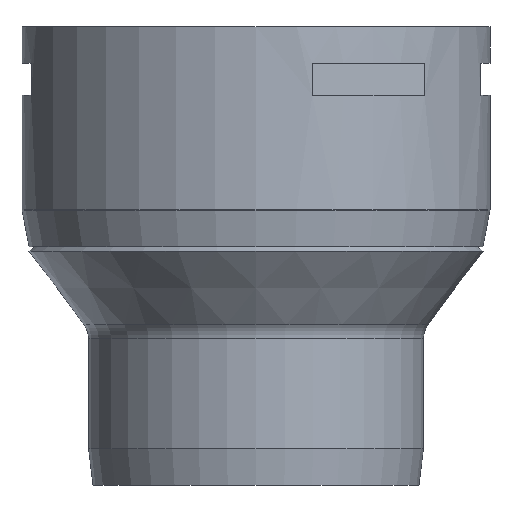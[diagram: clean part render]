
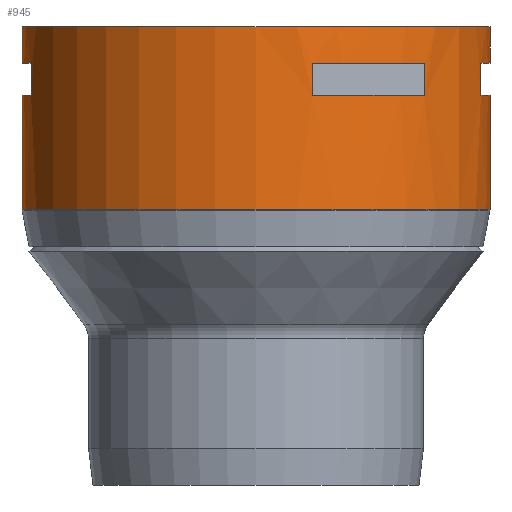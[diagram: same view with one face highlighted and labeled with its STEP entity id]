
A CAD part, left-side view. The second image highlights one B-rep face of the part: STEP entity #945.
In plain terms, the highlighted cylindrical face has radius 510 mm (diameter 1020 mm), a full revolution.
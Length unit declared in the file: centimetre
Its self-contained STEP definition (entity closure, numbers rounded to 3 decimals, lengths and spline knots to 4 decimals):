
#22=FACE_BOUND('',#195,.T.);
#23=FACE_BOUND('',#196,.T.);
#24=FACE_BOUND('',#197,.T.);
#25=FACE_BOUND('',#198,.T.);
#42=CYLINDRICAL_SURFACE('',#1295,51.);
#56=CIRCLE('',#1290,51.);
#60=CIRCLE('',#1296,51.);
#61=CIRCLE('',#1297,51.);
#62=CIRCLE('',#1298,51.);
#63=CIRCLE('',#1299,51.);
#64=CIRCLE('',#1300,51.);
#65=CIRCLE('',#1301,51.);
#66=CIRCLE('',#1302,51.);
#67=CIRCLE('',#1303,51.);
#68=CIRCLE('',#1304,51.);
#124=FACE_OUTER_BOUND('',#194,.T.);
#194=EDGE_LOOP('',(#644,#645,#646,#647));
#195=EDGE_LOOP('',(#648,#649,#650,#651));
#196=EDGE_LOOP('',(#652,#653,#654,#655));
#197=EDGE_LOOP('',(#656,#657,#658,#659));
#198=EDGE_LOOP('',(#660,#661,#662,#663));
#281=VERTEX_POINT('',#1854);
#284=VERTEX_POINT('',#1864);
#285=VERTEX_POINT('',#1867);
#286=VERTEX_POINT('',#1868);
#287=VERTEX_POINT('',#1870);
#288=VERTEX_POINT('',#1872);
#289=VERTEX_POINT('',#1875);
#290=VERTEX_POINT('',#1876);
#291=VERTEX_POINT('',#1878);
#292=VERTEX_POINT('',#1880);
#293=VERTEX_POINT('',#1883);
#294=VERTEX_POINT('',#1884);
#295=VERTEX_POINT('',#1886);
#296=VERTEX_POINT('',#1888);
#297=VERTEX_POINT('',#1891);
#298=VERTEX_POINT('',#1892);
#299=VERTEX_POINT('',#1894);
#300=VERTEX_POINT('',#1896);
#409=EDGE_CURVE('',#281,#281,#56,.T.);
#414=EDGE_CURVE('',#284,#284,#60,.T.);
#415=EDGE_CURVE('',#284,#281,#1045,.T.);
#416=EDGE_CURVE('',#285,#286,#1046,.T.);
#417=EDGE_CURVE('',#286,#287,#61,.T.);
#418=EDGE_CURVE('',#287,#288,#1047,.T.);
#419=EDGE_CURVE('',#288,#285,#62,.T.);
#420=EDGE_CURVE('',#289,#290,#1048,.T.);
#421=EDGE_CURVE('',#290,#291,#63,.T.);
#422=EDGE_CURVE('',#291,#292,#1049,.T.);
#423=EDGE_CURVE('',#292,#289,#64,.T.);
#424=EDGE_CURVE('',#293,#294,#1050,.T.);
#425=EDGE_CURVE('',#294,#295,#65,.T.);
#426=EDGE_CURVE('',#295,#296,#1051,.T.);
#427=EDGE_CURVE('',#296,#293,#66,.T.);
#428=EDGE_CURVE('',#297,#298,#1052,.T.);
#429=EDGE_CURVE('',#298,#299,#67,.T.);
#430=EDGE_CURVE('',#299,#300,#1053,.T.);
#431=EDGE_CURVE('',#300,#297,#68,.T.);
#644=ORIENTED_EDGE('',*,*,#414,.F.);
#645=ORIENTED_EDGE('',*,*,#415,.T.);
#646=ORIENTED_EDGE('',*,*,#409,.F.);
#647=ORIENTED_EDGE('',*,*,#415,.F.);
#648=ORIENTED_EDGE('',*,*,#416,.T.);
#649=ORIENTED_EDGE('',*,*,#417,.T.);
#650=ORIENTED_EDGE('',*,*,#418,.T.);
#651=ORIENTED_EDGE('',*,*,#419,.T.);
#652=ORIENTED_EDGE('',*,*,#420,.T.);
#653=ORIENTED_EDGE('',*,*,#421,.T.);
#654=ORIENTED_EDGE('',*,*,#422,.T.);
#655=ORIENTED_EDGE('',*,*,#423,.T.);
#656=ORIENTED_EDGE('',*,*,#424,.T.);
#657=ORIENTED_EDGE('',*,*,#425,.T.);
#658=ORIENTED_EDGE('',*,*,#426,.T.);
#659=ORIENTED_EDGE('',*,*,#427,.T.);
#660=ORIENTED_EDGE('',*,*,#428,.T.);
#661=ORIENTED_EDGE('',*,*,#429,.T.);
#662=ORIENTED_EDGE('',*,*,#430,.T.);
#663=ORIENTED_EDGE('',*,*,#431,.T.);
#945=ADVANCED_FACE('',(#124,#22,#23,#24,#25),#42,.T.);
#1045=LINE('',#1866,#1171);
#1046=LINE('',#1869,#1172);
#1047=LINE('',#1873,#1173);
#1048=LINE('',#1877,#1174);
#1049=LINE('',#1881,#1175);
#1050=LINE('',#1885,#1176);
#1051=LINE('',#1889,#1177);
#1052=LINE('',#1893,#1178);
#1053=LINE('',#1897,#1179);
#1171=VECTOR('',#1508,51.);
#1172=VECTOR('',#1509,10.);
#1173=VECTOR('',#1512,10.);
#1174=VECTOR('',#1515,10.);
#1175=VECTOR('',#1518,10.);
#1176=VECTOR('',#1521,10.);
#1177=VECTOR('',#1524,10.);
#1178=VECTOR('',#1527,10.);
#1179=VECTOR('',#1530,10.);
#1290=AXIS2_PLACEMENT_3D('',#1855,#1493,#1494);
#1295=AXIS2_PLACEMENT_3D('',#1863,#1504,#1505);
#1296=AXIS2_PLACEMENT_3D('',#1865,#1506,#1507);
#1297=AXIS2_PLACEMENT_3D('',#1871,#1510,#1511);
#1298=AXIS2_PLACEMENT_3D('',#1874,#1513,#1514);
#1299=AXIS2_PLACEMENT_3D('',#1879,#1516,#1517);
#1300=AXIS2_PLACEMENT_3D('',#1882,#1519,#1520);
#1301=AXIS2_PLACEMENT_3D('',#1887,#1522,#1523);
#1302=AXIS2_PLACEMENT_3D('',#1890,#1525,#1526);
#1303=AXIS2_PLACEMENT_3D('',#1895,#1528,#1529);
#1304=AXIS2_PLACEMENT_3D('',#1898,#1531,#1532);
#1493=DIRECTION('center_axis',(0.,0.,-1.));
#1494=DIRECTION('ref_axis',(-1.,0.,0.));
#1504=DIRECTION('center_axis',(0.,0.,1.));
#1505=DIRECTION('ref_axis',(1.,0.,0.));
#1506=DIRECTION('center_axis',(0.,0.,1.));
#1507=DIRECTION('ref_axis',(1.,0.,0.));
#1508=DIRECTION('',(0.,0.,-1.));
#1509=DIRECTION('',(0.,0.,-1.));
#1510=DIRECTION('center_axis',(0.,0.,-1.));
#1511=DIRECTION('ref_axis',(1.,0.,0.));
#1512=DIRECTION('',(0.,0.,1.));
#1513=DIRECTION('center_axis',(0.,0.,1.));
#1514=DIRECTION('ref_axis',(1.,0.,0.));
#1515=DIRECTION('',(0.,0.,-1.));
#1516=DIRECTION('center_axis',(0.,0.,-1.));
#1517=DIRECTION('ref_axis',(1.,0.,0.));
#1518=DIRECTION('',(0.,0.,1.));
#1519=DIRECTION('center_axis',(0.,0.,1.));
#1520=DIRECTION('ref_axis',(1.,0.,0.));
#1521=DIRECTION('',(0.,0.,-1.));
#1522=DIRECTION('center_axis',(0.,0.,-1.));
#1523=DIRECTION('ref_axis',(1.,0.,0.));
#1524=DIRECTION('',(0.,0.,1.));
#1525=DIRECTION('center_axis',(0.,0.,1.));
#1526=DIRECTION('ref_axis',(1.,0.,0.));
#1527=DIRECTION('',(0.,0.,-1.));
#1528=DIRECTION('center_axis',(0.,0.,-1.));
#1529=DIRECTION('ref_axis',(1.,0.,0.));
#1530=DIRECTION('',(0.,0.,1.));
#1531=DIRECTION('center_axis',(0.,0.,1.));
#1532=DIRECTION('ref_axis',(1.,0.,0.));
#1854=CARTESIAN_POINT('',(-51.,0.,60.0951));
#1855=CARTESIAN_POINT('Origin',(0.,0.,60.0951));
#1863=CARTESIAN_POINT('Origin',(0.,0.,80.));
#1864=CARTESIAN_POINT('',(-51.,0.,100.));
#1865=CARTESIAN_POINT('Origin',(0.,0.,100.));
#1866=CARTESIAN_POINT('',(-51.,0.,80.));
#1867=CARTESIAN_POINT('',(-14.1421,49.,92.));
#1868=CARTESIAN_POINT('',(-14.1421,49.,85.));
#1869=CARTESIAN_POINT('',(-14.1421,49.,80.));
#1870=CARTESIAN_POINT('',(14.1421,49.,85.));
#1871=CARTESIAN_POINT('Origin',(0.,0.,85.));
#1872=CARTESIAN_POINT('',(14.1421,49.,92.));
#1873=CARTESIAN_POINT('',(14.1421,49.,80.));
#1874=CARTESIAN_POINT('Origin',(0.,0.,92.));
#1875=CARTESIAN_POINT('',(49.5063,-12.2526,92.));
#1876=CARTESIAN_POINT('',(49.5063,-12.2526,85.));
#1877=CARTESIAN_POINT('',(49.5063,-12.2526,80.));
#1878=CARTESIAN_POINT('',(35.3642,-36.7474,85.));
#1879=CARTESIAN_POINT('Origin',(0.,0.,85.));
#1880=CARTESIAN_POINT('',(35.3642,-36.7474,92.));
#1881=CARTESIAN_POINT('',(35.3642,-36.7474,80.));
#1882=CARTESIAN_POINT('Origin',(0.,0.,92.));
#1883=CARTESIAN_POINT('',(-35.3642,-36.7474,92.));
#1884=CARTESIAN_POINT('',(-35.3642,-36.7474,85.));
#1885=CARTESIAN_POINT('',(-35.3642,-36.7474,80.));
#1886=CARTESIAN_POINT('',(-49.5063,-12.2526,85.));
#1887=CARTESIAN_POINT('Origin',(0.,0.,85.));
#1888=CARTESIAN_POINT('',(-49.5063,-12.2526,92.));
#1889=CARTESIAN_POINT('',(-49.5063,-12.2526,80.));
#1890=CARTESIAN_POINT('Origin',(0.,0.,92.));
#1891=CARTESIAN_POINT('',(14.1421,-49.,92.));
#1892=CARTESIAN_POINT('',(14.1421,-49.,85.));
#1893=CARTESIAN_POINT('',(14.1421,-49.,80.));
#1894=CARTESIAN_POINT('',(-14.1421,-49.,85.));
#1895=CARTESIAN_POINT('Origin',(0.,0.,85.));
#1896=CARTESIAN_POINT('',(-14.1421,-49.,92.));
#1897=CARTESIAN_POINT('',(-14.1421,-49.,80.));
#1898=CARTESIAN_POINT('Origin',(0.,0.,92.));
